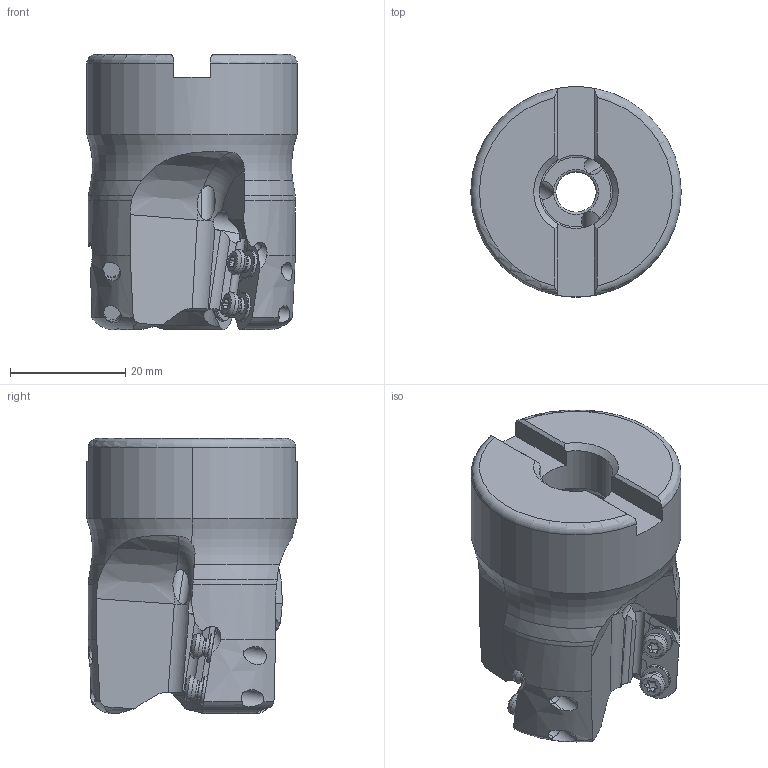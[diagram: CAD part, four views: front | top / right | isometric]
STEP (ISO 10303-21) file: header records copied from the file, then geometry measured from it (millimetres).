
FILE_DESCRIPTION(/* description */ (''),/* implementation_level */ '2;1');
FILE_NAME(/* name */ 'AXD4000UR1503B.stp',/* time_stamp */ '2019-03-25T17:15:27+09:00',/* author */ (''),/* organization */ (''),/* preprocessor_version */ 'ST-DEVELOPER v16',/* originating_system */ 'SIEMENS PLM Software NX 10.0',/* authorisation */ '');
FILE_SCHEMA (('AUTOMOTIVE_DESIGN { 1 0 10303 214 3 1 1 1 }'));
Length unit declared in the file: millimetre
Products named in the file (1): AXD4000UR1503B_ASM
Bounding box: 36.58 x 36.58 x 47.82 mm (x, y, z)
Volume: 30946.3 mm3; surface area: 10246.2 mm2
Topology: 7 solids, 7 shells, 431 faces, 1361 edges, 933 vertices
Faces by surface type: cylinder 211, plane 96, cone 74, torus 38, sphere 12
Entity records: 19791 total; most frequent: CARTESIAN_POINT 7674, ORIENTED_EDGE 2698, DIRECTION 2432, EDGE_CURVE 1349, AXIS2_PLACEMENT_3D 1042, VERTEX_POINT 933, CIRCLE 550, EDGE_LOOP 452
